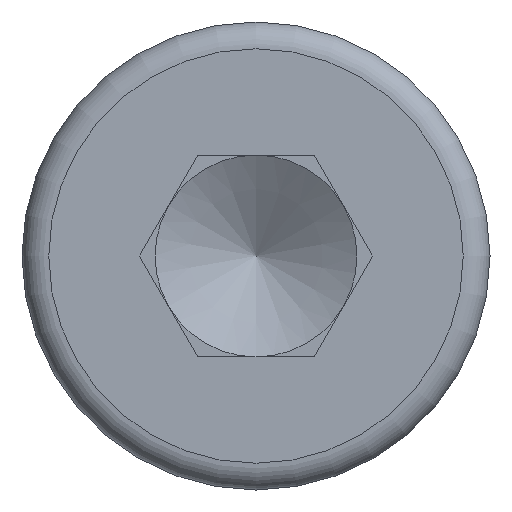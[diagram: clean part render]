
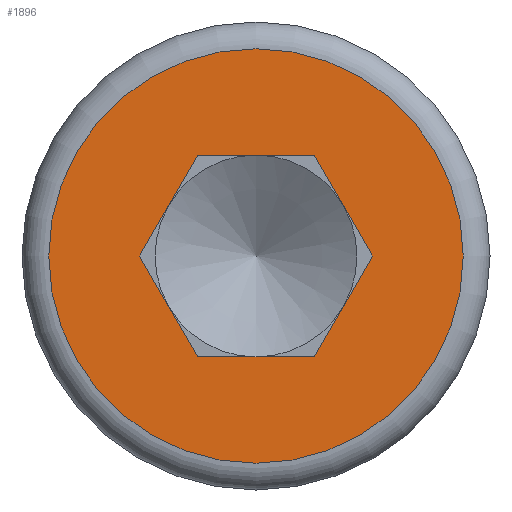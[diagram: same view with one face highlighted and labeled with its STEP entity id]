
A CAD part, left-side view. The second image highlights one B-rep face of the part: STEP entity #1896.
In plain terms, the highlighted planar face has unit normal (-1, 0, 0).
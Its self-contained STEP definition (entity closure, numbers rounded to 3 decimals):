
#27 = LINE ( 'NONE', #783, #37 ) ;
#37 = VECTOR ( 'NONE', #1245, 1000. ) ;
#62 = CARTESIAN_POINT ( 'NONE',  ( 0., 0., 0. ) ) ;
#72 = DIRECTION ( 'NONE',  ( -1., 0., 0. ) ) ;
#86 = ORIENTED_EDGE ( 'NONE', *, *, #1397, .F. ) ;
#103 = VECTOR ( 'NONE', #1791, 1000. ) ;
#218 = EDGE_LOOP ( 'NONE', ( #1844 ) ) ;
#233 = DIRECTION ( 'NONE',  ( 0., -0.5, -0.866 ) ) ;
#298 = FACE_BOUND ( 'NONE', #1200, .T. ) ;
#402 = PLANE ( 'NONE',  #1215 ) ;
#427 = CARTESIAN_POINT ( 'NONE',  ( 0., -1.744, 0. ) ) ;
#461 = VECTOR ( 'NONE', #1328, 1000. ) ;
#494 = ORIENTED_EDGE ( 'NONE', *, *, #692, .T. ) ;
#531 = VERTEX_POINT ( 'NONE', #1902 ) ;
#537 = FACE_OUTER_BOUND ( 'NONE', #218, .T. ) ;
#569 = CARTESIAN_POINT ( 'NONE',  ( 0., -0.872, 1.51 ) ) ;
#579 = LINE ( 'NONE', #1495, #649 ) ;
#605 = CARTESIAN_POINT ( 'NONE',  ( 0., -1.744, 0. ) ) ;
#649 = VECTOR ( 'NONE', #1334, 1000. ) ;
#688 = EDGE_CURVE ( 'NONE', #1138, #531, #1195, .T. ) ;
#692 = EDGE_CURVE ( 'NONE', #700, #531, #579, .T. ) ;
#700 = VERTEX_POINT ( 'NONE', #1176 ) ;
#704 = CIRCLE ( 'NONE', #1877, 3.1 ) ;
#725 = VERTEX_POINT ( 'NONE', #1627 ) ;
#731 = LINE ( 'NONE', #427, #461 ) ;
#769 = CARTESIAN_POINT ( 'NONE',  ( 0., 0., 3.1 ) ) ;
#783 = CARTESIAN_POINT ( 'NONE',  ( 0., 1.744, 0. ) ) ;
#796 = DIRECTION ( 'NONE',  ( -1., 0., 0. ) ) ;
#803 = VECTOR ( 'NONE', #233, 1000. ) ;
#857 = VERTEX_POINT ( 'NONE', #1242 ) ;
#1003 = CARTESIAN_POINT ( 'NONE',  ( 0., -0.872, 1.51 ) ) ;
#1074 = EDGE_CURVE ( 'NONE', #1361, #1361, #704, .T. ) ;
#1138 = VERTEX_POINT ( 'NONE', #1452 ) ;
#1169 = LINE ( 'NONE', #1003, #803 ) ;
#1176 = CARTESIAN_POINT ( 'NONE',  ( 0., 1.744, 0. ) ) ;
#1195 = LINE ( 'NONE', #569, #1512 ) ;
#1200 = EDGE_LOOP ( 'NONE', ( #494, #1711, #1392, #1621, #1332, #86 ) ) ;
#1215 = AXIS2_PLACEMENT_3D ( 'NONE', #1303, #72, #1445 ) ;
#1242 = CARTESIAN_POINT ( 'NONE',  ( 0., -0.872, -1.51 ) ) ;
#1245 = DIRECTION ( 'NONE',  ( 0., -0.5, -0.866 ) ) ;
#1303 = CARTESIAN_POINT ( 'NONE',  ( 0., 0., 0. ) ) ;
#1328 = DIRECTION ( 'NONE',  ( 0., 0.5, -0.866 ) ) ;
#1332 = ORIENTED_EDGE ( 'NONE', *, *, #1869, .F. ) ;
#1334 = DIRECTION ( 'NONE',  ( 0., -0.5, 0.866 ) ) ;
#1341 = LINE ( 'NONE', #1950, #103 ) ;
#1361 = VERTEX_POINT ( 'NONE', #769 ) ;
#1392 = ORIENTED_EDGE ( 'NONE', *, *, #1931, .T. ) ;
#1397 = EDGE_CURVE ( 'NONE', #700, #725, #27, .T. ) ;
#1405 = DIRECTION ( 'NONE',  ( 0., 0., 1. ) ) ;
#1445 = DIRECTION ( 'NONE',  ( 0., 0., 1. ) ) ;
#1452 = CARTESIAN_POINT ( 'NONE',  ( 0., -0.872, 1.51 ) ) ;
#1484 = DIRECTION ( 'NONE',  ( 0., 1., 0. ) ) ;
#1495 = CARTESIAN_POINT ( 'NONE',  ( 0., 1.744, 0. ) ) ;
#1512 = VECTOR ( 'NONE', #1484, 1000. ) ;
#1621 = ORIENTED_EDGE ( 'NONE', *, *, #1719, .T. ) ;
#1627 = CARTESIAN_POINT ( 'NONE',  ( 0., 0.872, -1.51 ) ) ;
#1711 = ORIENTED_EDGE ( 'NONE', *, *, #688, .F. ) ;
#1719 = EDGE_CURVE ( 'NONE', #1789, #857, #731, .T. ) ;
#1789 = VERTEX_POINT ( 'NONE', #605 ) ;
#1791 = DIRECTION ( 'NONE',  ( 0., -1., 0. ) ) ;
#1844 = ORIENTED_EDGE ( 'NONE', *, *, #1074, .T. ) ;
#1869 = EDGE_CURVE ( 'NONE', #725, #857, #1341, .T. ) ;
#1877 = AXIS2_PLACEMENT_3D ( 'NONE', #62, #796, #1405 ) ;
#1896 = ADVANCED_FACE ( 'NONE', ( #298, #537 ), #402, .T. ) ;
#1902 = CARTESIAN_POINT ( 'NONE',  ( 0., 0.872, 1.51 ) ) ;
#1931 = EDGE_CURVE ( 'NONE', #1138, #1789, #1169, .T. ) ;
#1950 = CARTESIAN_POINT ( 'NONE',  ( 0., 0.872, -1.51 ) ) ;
